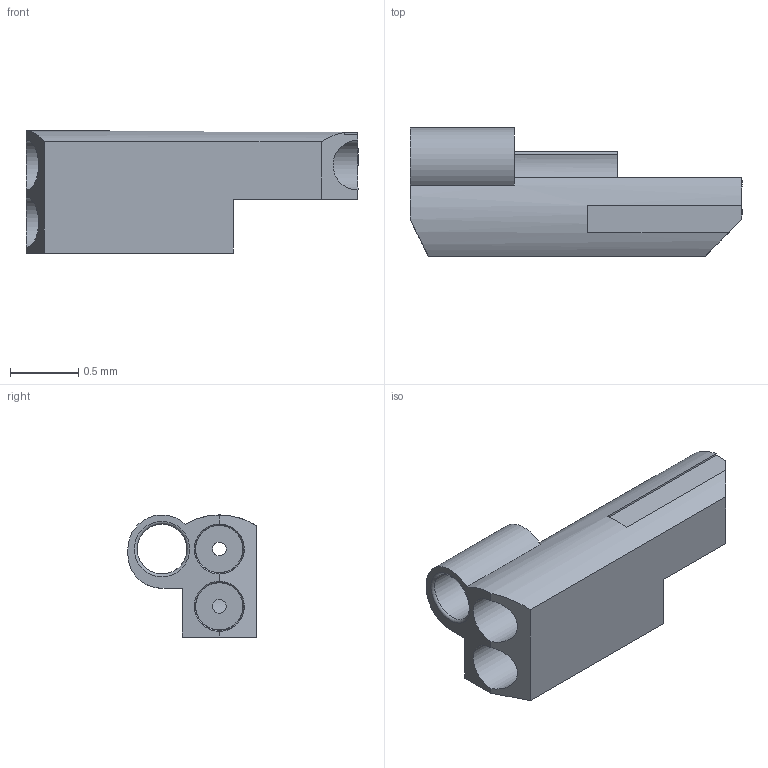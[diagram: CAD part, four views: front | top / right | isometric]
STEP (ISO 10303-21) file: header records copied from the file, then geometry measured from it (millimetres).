
FILE_DESCRIPTION(/* description */ (''),/* implementation_level */ '2;1');
FILE_NAME(/* name */ 'MVED_Z_200_100_231_7_300_23_13.stp',/* time_stamp */ '2021-11-24T17:58:12+01:00',/* author */ ('vakilim'),/* organization */ (''),/* preprocessor_version */ 'ST-DEVELOPER v17',/* originating_system */ 'Autodesk Inventor 2018',/* authorisation */ '');
FILE_SCHEMA (('AUTOMOTIVE_DESIGN { 1 0 10303 214 3 1 1 }'));
Length unit declared in the file: millimetre
Products named in the file (1): MV_200_100_231_7_300_23_13_short1
Bounding box: 2.43 x 0.94 x 0.9 mm (x, y, z)
Volume: 0.8 mm3; surface area: 11.9 mm2
Topology: 1 solids, 1 shells, 83 faces, 245 edges, 159 vertices
Faces by surface type: cylinder 26, plane 24, cone 21, bspline 8, torus 4
Full cylindrical faces by diameter (mm): 0.1 x1, 0.14 x1, 0.2 x1, 0.232 x2, 0.366 x10
Entity records: 3290 total; most frequent: CARTESIAN_POINT 981, DIRECTION 507, ORIENTED_EDGE 482, EDGE_CURVE 241, AXIS2_PLACEMENT_3D 206, VERTEX_POINT 159, CIRCLE 120, LINE 95
